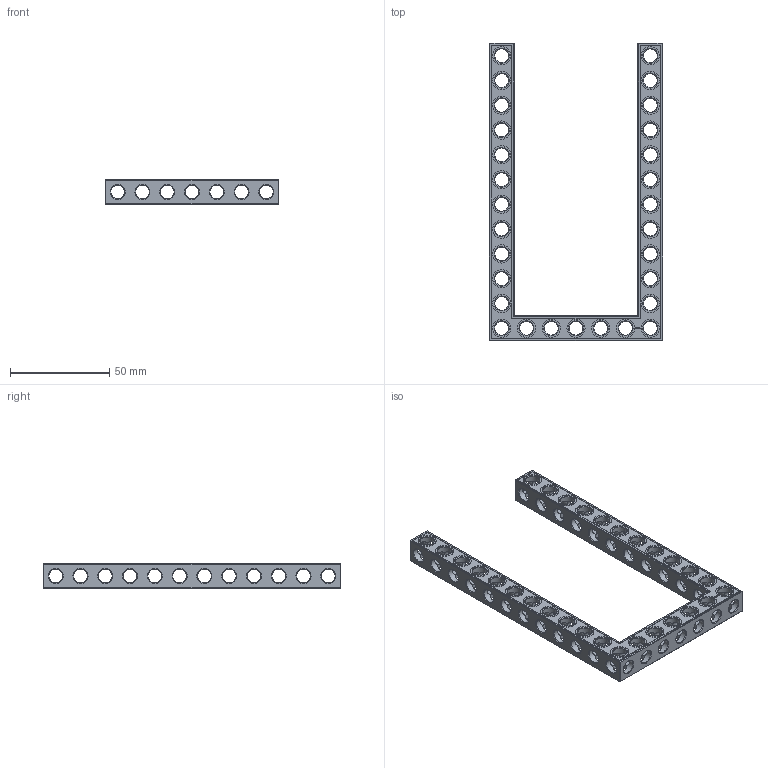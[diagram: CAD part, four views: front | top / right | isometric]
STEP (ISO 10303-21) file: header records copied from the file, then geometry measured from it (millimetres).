
FILE_DESCRIPTION(('FreeCAD Model'),'2;1');
FILE_NAME('Open CASCADE Shape Model','2022-02-23T20:56:23',( 'Paulo Kiefe'),('STEMFIE.org'),'Open CASCADE STEP processor 7.5', 'FreeCAD','Unknown');
FILE_SCHEMA(('AUTOMOTIVE_DESIGN { 1 0 10303 214 1 1 1 1 }'));
Products named in the file (1): Beam AGD ESS USH SYM BU07x12x01 - SPN-BEM-0387 (stemfie.org)
Bounding box: 87.5 x 150 x 12.5 mm (x, y, z)
Volume: 28341 mm3; surface area: 25352.8 mm2
Topology: 1 solids, 1 shells, 866 faces, 2591 edges, 1674 vertices
Faces by surface type: plane 403, cylinder 175, extrusion 170, cone 118
Full cylindrical faces by diameter (mm): 6.98 x26, 7 x120, 9.2 x29
Entity records: 178640 total; most frequent: CARTESIAN_POINT 130330, DIRECTION 7721, ORIENTED_EDGE 5182, PCURVE 5182, DEFINITIONAL_REPRESENTATION 5182, VECTOR 5080, LINE 4910, EDGE_CURVE 2591
